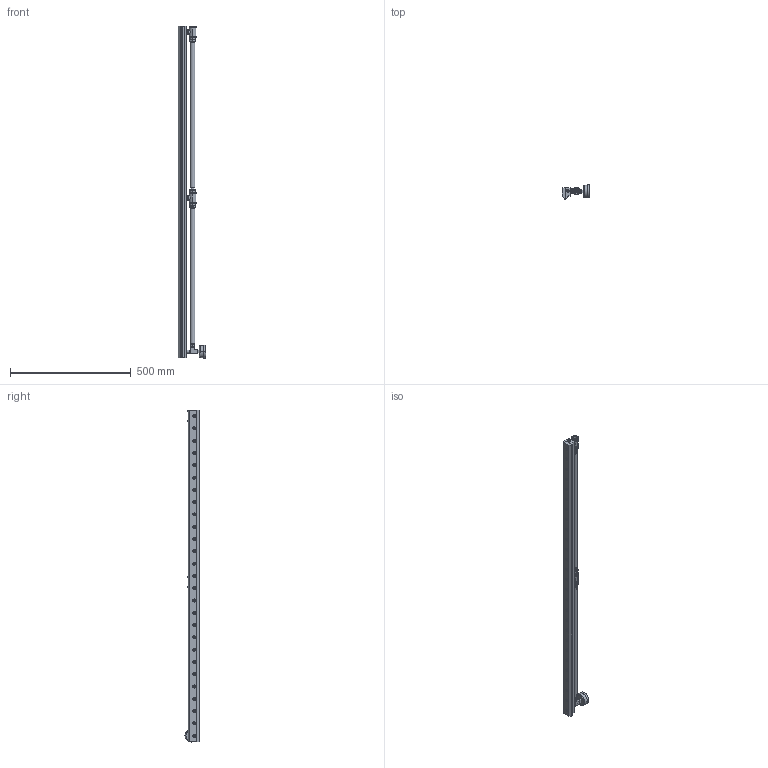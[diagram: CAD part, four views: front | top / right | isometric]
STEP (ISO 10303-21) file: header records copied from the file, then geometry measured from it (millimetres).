
FILE_DESCRIPTION(('STEP AP203'),'1');
FILE_NAME('110254pki.stp','2023-12-12T18:54:21',('TraceParts'),('TraceParts S.A.'),'Spatial InterOp 3D',' ',' ');
FILE_SCHEMA(('CONFIG_CONTROL_DESIGN'));
Length unit declared in the file: millimetre
Products named in the file (1): 1
Bounding box: 115.43 x 57.91 x 1372.36 mm (x, y, z)
Volume: 2069594.8 mm3; surface area: 578560.4 mm2
Topology: 41 solids, 41 shells, 1139 faces, 2783 edges, 1790 vertices
Faces by surface type: plane 393, cylinder 370, cone 260, bspline 58, torus 58
Entity records: 35450 total; most frequent: CARTESIAN_POINT 8550, DIRECTION 5892, ORIENTED_EDGE 5458, EDGE_CURVE 2729, AXIS2_PLACEMENT_3D 2442, VERTEX_POINT 1790, EDGE_LOOP 1401, CIRCLE 1308
